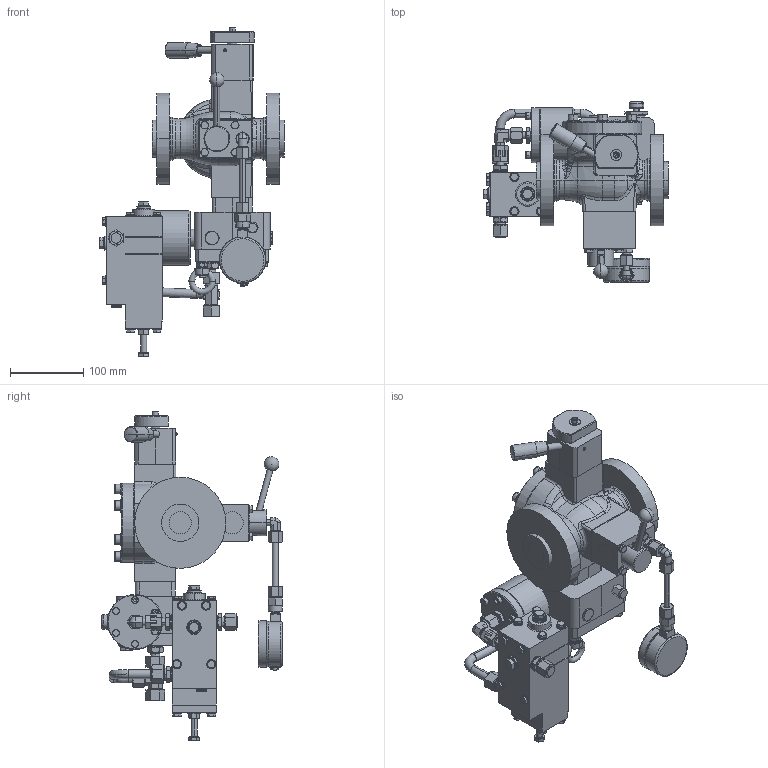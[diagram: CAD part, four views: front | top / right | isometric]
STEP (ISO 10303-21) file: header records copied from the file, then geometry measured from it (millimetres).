
FILE_DESCRIPTION (( 'STEP AP214' ), '1' );
FILE_NAME ('HON711-DN25-K16-class600RF.STEP', '2019-07-30T04:22:32', ( '' ), ( '' ), 'SwSTEP 2.0', 'SolidWorks 2017', '' );
FILE_SCHEMA (( 'AUTOMOTIVE_DESIGN' ));
Length unit declared in the file: millimetre
Products named in the file (1): HON711-DN25-K16-class600RF
Bounding box: 251.57 x 246.41 x 447.89 mm (x, y, z)
Volume: 3978676.6 mm3; surface area: 366296.2 mm2
Topology: 2 solids, 2 shells, 2074 faces, 4849 edges, 2910 vertices
Faces by surface type: plane 898, cylinder 493, cone 440, torus 141, bspline 98, sphere 4
Entity records: 79695 total; most frequent: CARTESIAN_POINT 19221, ORIENTED_EDGE 9664, DIRECTION 9473, EDGE_CURVE 4832, AXIS2_PLACEMENT_3D 3827, VERTEX_POINT 2907, EDGE_LOOP 2253, ADVANCED_FACE 2074
